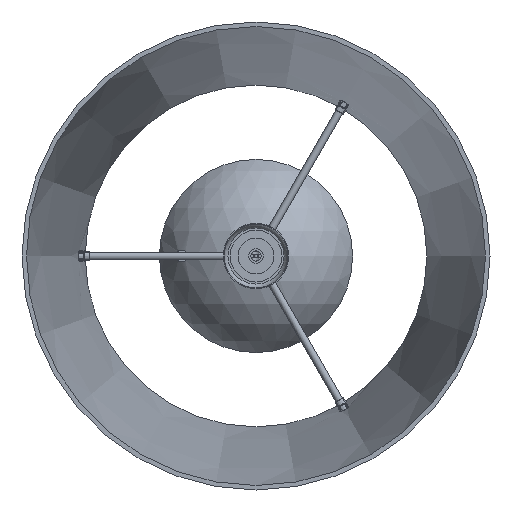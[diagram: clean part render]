
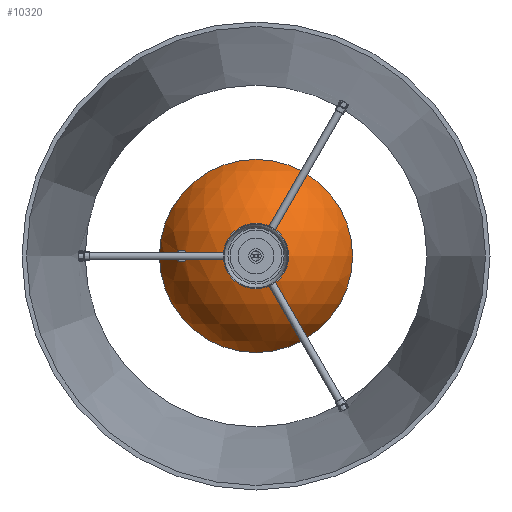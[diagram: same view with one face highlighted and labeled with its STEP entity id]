
A CAD part, front view. The second image highlights one B-rep face of the part: STEP entity #10320.
In plain terms, the highlighted spherical face has radius 69.409 mm.
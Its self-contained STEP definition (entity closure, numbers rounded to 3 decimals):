
#274=SPHERICAL_SURFACE('',#11616,69.409);
#825=FACE_BOUND('',#2116,.T.);
#826=FACE_BOUND('',#2117,.T.);
#1028=CIRCLE('',#11591,3.);
#1036=CIRCLE('',#11599,3.);
#1045=CIRCLE('',#11617,65.);
#1492=FACE_OUTER_BOUND('',#2115,.T.);
#2115=EDGE_LOOP('',(#7581));
#2116=EDGE_LOOP('',(#7582,#7583));
#2117=EDGE_LOOP('',(#7584,#7585));
#4251=B_SPLINE_CURVE_WITH_KNOTS('',3,(#16466,#16467,#16468,#16469,#16470,
#16471,#16472,#16473,#16474,#16475,#16476,#16477,#16478,#16479,#16480,#16481,
#16482,#16483,#16484,#16485),.UNSPECIFIED.,.F.,.F.,(4,2,2,2,2,2,2,2,2,4),
(0.,0.148,0.297,0.515,0.734,
0.961,1.189,1.338,1.413,1.488),
 .UNSPECIFIED.);
#4252=B_SPLINE_CURVE_WITH_KNOTS('',3,(#16486,#16487,#16488,#16489,#16490,
#16491,#16492,#16493,#16494,#16495,#16496,#16497,#16498,#16499,#16500,#16501,
#16502,#16503,#16504,#16505),.UNSPECIFIED.,.F.,.F.,(4,2,2,2,2,2,2,2,2,4),
(1.488,1.563,1.638,1.788,2.015,
2.242,2.461,2.68,2.828,2.976),
 .UNSPECIFIED.);
#4608=VERTEX_POINT('',#16463);
#4609=VERTEX_POINT('',#16465);
#4626=VERTEX_POINT('',#16551);
#4627=VERTEX_POINT('',#16552);
#4637=VERTEX_POINT('',#16599);
#5712=EDGE_CURVE('',#4609,#4608,#4251,.T.);
#5713=EDGE_CURVE('',#4608,#4609,#4252,.T.);
#5730=EDGE_CURVE('',#4626,#4627,#1028,.T.);
#5741=EDGE_CURVE('',#4627,#4626,#1036,.T.);
#5754=EDGE_CURVE('',#4637,#4637,#1045,.T.);
#7581=ORIENTED_EDGE('',*,*,#5754,.T.);
#7582=ORIENTED_EDGE('',*,*,#5712,.T.);
#7583=ORIENTED_EDGE('',*,*,#5713,.T.);
#7584=ORIENTED_EDGE('',*,*,#5730,.F.);
#7585=ORIENTED_EDGE('',*,*,#5741,.F.);
#10320=ADVANCED_FACE('',(#1492,#825,#826),#274,.T.);
#11591=AXIS2_PLACEMENT_3D('',#16553,#13110,#13111);
#11599=AXIS2_PLACEMENT_3D('',#16569,#13129,#13130);
#11616=AXIS2_PLACEMENT_3D('',#16598,#13165,#13166);
#11617=AXIS2_PLACEMENT_3D('',#16600,#13167,#13168);
#13110=DIRECTION('center_axis',(0.,-1.,0.));
#13111=DIRECTION('ref_axis',(1.,0.,0.));
#13129=DIRECTION('center_axis',(0.,-1.,0.));
#13130=DIRECTION('ref_axis',(1.,0.,0.));
#13165=DIRECTION('center_axis',(0.,0.,1.));
#13166=DIRECTION('ref_axis',(1.,0.,0.));
#13167=DIRECTION('center_axis',(0.,-1.,0.));
#13168=DIRECTION('ref_axis',(1.,0.,0.));
#16463=CARTESIAN_POINT('',(-54.,-19.263,0.));
#16465=CARTESIAN_POINT('',(-46.,-27.633,0.));
#16466=CARTESIAN_POINT('Ctrl Pts',(-46.,-27.633,0.));
#16467=CARTESIAN_POINT('Ctrl Pts',(-46.,-27.633,-0.494));
#16468=CARTESIAN_POINT('Ctrl Pts',(-46.098,-27.539,-1.005));
#16469=CARTESIAN_POINT('Ctrl Pts',(-46.455,-27.193,-1.917));
#16470=CARTESIAN_POINT('Ctrl Pts',(-46.714,-26.942,-2.319));
#16471=CARTESIAN_POINT('Ctrl Pts',(-47.391,-26.279,
-3.093));
#16472=CARTESIAN_POINT('Ctrl Pts',(-47.89,-25.785,
-3.446));
#16473=CARTESIAN_POINT('Ctrl Pts',(-48.942,-24.724,
-3.9));
#16474=CARTESIAN_POINT('Ctrl Pts',(-49.495,-24.158,
-4.));
#16475=CARTESIAN_POINT('Ctrl Pts',(-50.524,-23.085,-4.));
#16476=CARTESIAN_POINT('Ctrl Pts',(-51.087,-22.488,
-3.893));
#16477=CARTESIAN_POINT('Ctrl Pts',(-52.143,-21.347,
-3.427));
#16478=CARTESIAN_POINT('Ctrl Pts',(-52.637,-20.802,-3.07));
#16479=CARTESIAN_POINT('Ctrl Pts',(-53.298,-20.062,
-2.299));
#16480=CARTESIAN_POINT('Ctrl Pts',(-53.549,-19.778,
-1.907));
#16481=CARTESIAN_POINT('Ctrl Pts',(-53.813,-19.477,
-1.232));
#16482=CARTESIAN_POINT('Ctrl Pts',(-53.883,-19.398,-0.993));
#16483=CARTESIAN_POINT('Ctrl Pts',(-53.976,-19.291,
-0.502));
#16484=CARTESIAN_POINT('Ctrl Pts',(-54.,-19.263,-0.25));
#16485=CARTESIAN_POINT('Ctrl Pts',(-54.,-19.263,0.));
#16486=CARTESIAN_POINT('Ctrl Pts',(-54.,-19.263,0.));
#16487=CARTESIAN_POINT('Ctrl Pts',(-54.,-19.263,0.25));
#16488=CARTESIAN_POINT('Ctrl Pts',(-53.976,-19.291,
0.502));
#16489=CARTESIAN_POINT('Ctrl Pts',(-53.883,-19.398,0.993));
#16490=CARTESIAN_POINT('Ctrl Pts',(-53.813,-19.477,
1.232));
#16491=CARTESIAN_POINT('Ctrl Pts',(-53.549,-19.778,
1.907));
#16492=CARTESIAN_POINT('Ctrl Pts',(-53.298,-20.062,
2.299));
#16493=CARTESIAN_POINT('Ctrl Pts',(-52.637,-20.802,3.07));
#16494=CARTESIAN_POINT('Ctrl Pts',(-52.143,-21.347,
3.427));
#16495=CARTESIAN_POINT('Ctrl Pts',(-51.087,-22.488,
3.893));
#16496=CARTESIAN_POINT('Ctrl Pts',(-50.524,-23.085,4.));
#16497=CARTESIAN_POINT('Ctrl Pts',(-49.495,-24.158,
4.));
#16498=CARTESIAN_POINT('Ctrl Pts',(-48.942,-24.724,
3.9));
#16499=CARTESIAN_POINT('Ctrl Pts',(-47.89,-25.785,
3.446));
#16500=CARTESIAN_POINT('Ctrl Pts',(-47.391,-26.279,
3.093));
#16501=CARTESIAN_POINT('Ctrl Pts',(-46.714,-26.942,2.319));
#16502=CARTESIAN_POINT('Ctrl Pts',(-46.455,-27.193,1.917));
#16503=CARTESIAN_POINT('Ctrl Pts',(-46.098,-27.539,1.005));
#16504=CARTESIAN_POINT('Ctrl Pts',(-46.,-27.633,0.494));
#16505=CARTESIAN_POINT('Ctrl Pts',(-46.,-27.633,0.));
#16551=CARTESIAN_POINT('',(3.,-45.,0.));
#16552=CARTESIAN_POINT('',(-3.,-45.,0.));
#16553=CARTESIAN_POINT('Origin',(0.,-45.,0.));
#16569=CARTESIAN_POINT('Origin',(0.,-45.,0.));
#16598=CARTESIAN_POINT('Origin',(0.,24.344,0.));
#16599=CARTESIAN_POINT('',(65.,0.,0.));
#16600=CARTESIAN_POINT('Origin',(0.,0.,0.));
